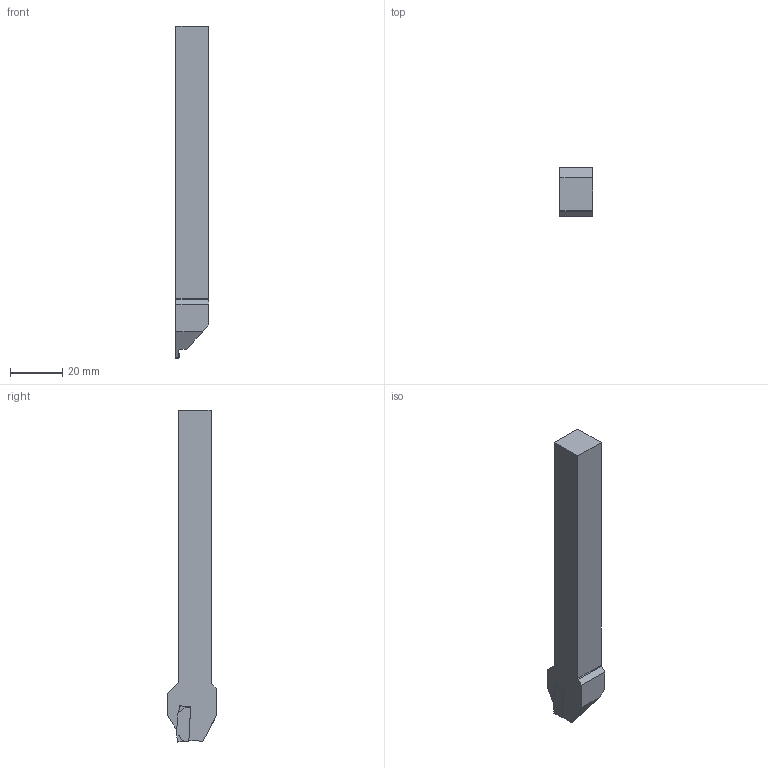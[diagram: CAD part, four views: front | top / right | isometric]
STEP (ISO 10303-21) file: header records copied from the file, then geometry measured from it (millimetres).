
FILE_DESCRIPTION(/* description */ (''),/* implementation_level */ '2;1');
FILE_NAME(/* name */ '1558667161991.stp',/* time_stamp */ '2019-05-24T08:36:13+05:00',/* author */ (''),/* organization */ ('SMS'),/* preprocessor_version */ 'ST-DEVELOPER v15',/* originating_system */ 'SIEMENS PLM Software NX 8.5',/* authorisation */ '');
FILE_SCHEMA (('AUTOMOTIVE_DESIGN { 1 0 10303 214 3 1 1 1 }'));
Length unit declared in the file: millimetre
Products named in the file (4): 201539459mod000_00; ASSEMBLY_CONSTRUCTION; 201748066mod000_00; 201748065mod000_00
Assembly tree (3 placements, depth 2):
  201748065mod000_00
    201748066mod000_00
    ASSEMBLY_CONSTRUCTION
    201539459mod000_00
Bounding box: 12.89 x 18.6 x 127 mm (x, y, z)
Volume: 19430.8 mm3; surface area: 6770.1 mm2
Topology: 2 solids, 2 shells, 85 faces, 240 edges, 166 vertices
Faces by surface type: plane 48, extrusion 16, cylinder 10, bspline 10, torus 1
Entity records: 3408 total; most frequent: CARTESIAN_POINT 1195, ORIENTED_EDGE 478, DIRECTION 338, EDGE_CURVE 239, VECTOR 172, VERTEX_POINT 158, LINE 156, ADVANCED_FACE 85
